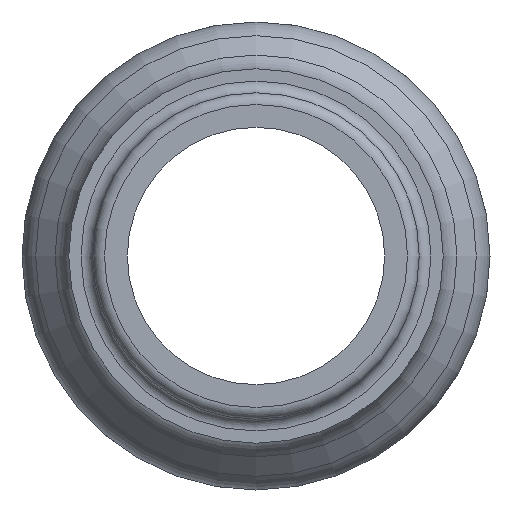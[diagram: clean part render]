
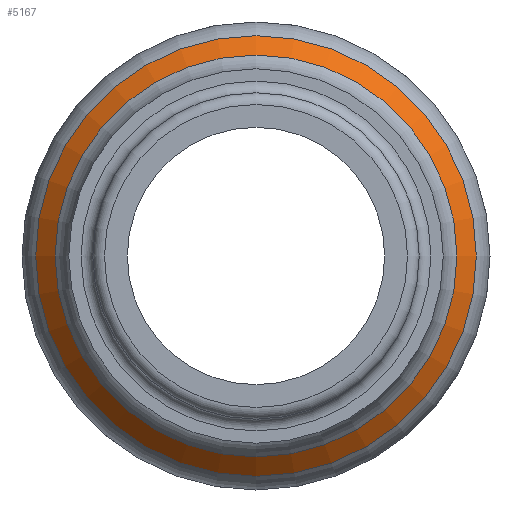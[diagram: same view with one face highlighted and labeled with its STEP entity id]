
A CAD part, left-side view. The second image highlights one B-rep face of the part: STEP entity #5167.
In plain terms, the highlighted conical face has half-angle 45 degrees and reference radius 9.414 mm.
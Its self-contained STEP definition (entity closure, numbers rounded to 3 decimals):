
#1437 = CIRCLE ( 'NONE', #2363, 8.586 ) ;
#1618 = CIRCLE ( 'NONE', #2362, 9.414 ) ;
#2362 = AXIS2_PLACEMENT_3D ( 'NONE', #4075, #4074, #4073 ) ;
#2363 = AXIS2_PLACEMENT_3D ( 'NONE', #4072, #4071, #4070 ) ;
#2472 = ORIENTED_EDGE ( 'NONE', *, *, #3265, .F. ) ;
#2482 = EDGE_LOOP ( 'NONE', ( #2565 ) ) ;
#2495 = EDGE_LOOP ( 'NONE', ( #2472 ) ) ;
#2565 = ORIENTED_EDGE ( 'NONE', *, *, #3264, .T. ) ;
#3010 = CARTESIAN_POINT ( 'NONE',  ( 31.214, 0., 9.414 ) ) ;
#3011 = CARTESIAN_POINT ( 'NONE',  ( 30.386, 0., 8.586 ) ) ;
#3264 = EDGE_CURVE ( 'NONE', #3313, #3313, #1618, .T. ) ;
#3265 = EDGE_CURVE ( 'NONE', #3321, #3321, #1437, .T. ) ;
#3313 = VERTEX_POINT ( 'NONE', #3010 ) ;
#3321 = VERTEX_POINT ( 'NONE', #3011 ) ;
#4070 = DIRECTION ( 'NONE',  ( 0., 0., 1. ) ) ;
#4071 = DIRECTION ( 'NONE',  ( -1., 0., 0. ) ) ;
#4072 = CARTESIAN_POINT ( 'NONE',  ( 30.386, 0., 0. ) ) ;
#4073 = DIRECTION ( 'NONE',  ( 0., 0., 1. ) ) ;
#4074 = DIRECTION ( 'NONE',  ( -1., 0., 0. ) ) ;
#4075 = CARTESIAN_POINT ( 'NONE',  ( 31.214, 0., 0. ) ) ;
#4184 = FACE_BOUND ( 'NONE', #2495, .T. ) ;
#4189 = FACE_OUTER_BOUND ( 'NONE', #2482, .T. ) ;
#4194 = CONICAL_SURFACE ( 'NONE', #5253, 9.414, 0.785 ) ;
#5167 = ADVANCED_FACE ( 'NONE', ( #4184, #4189 ), #4194, .T. ) ;
#5253 = AXIS2_PLACEMENT_3D ( 'NONE', #5342, #5421, #5478 ) ;
#5342 = CARTESIAN_POINT ( 'NONE',  ( 31.214, 0., 0. ) ) ;
#5421 = DIRECTION ( 'NONE',  ( 1., 0., 0. ) ) ;
#5478 = DIRECTION ( 'NONE',  ( 0., 0., -1. ) ) ;
